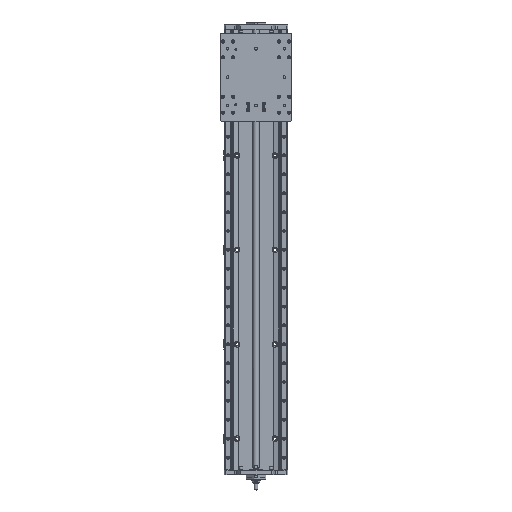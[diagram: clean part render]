
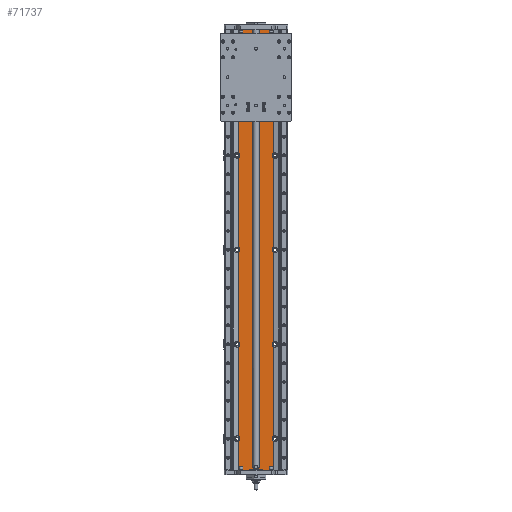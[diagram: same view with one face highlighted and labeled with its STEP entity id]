
A CAD part, top view. The second image highlights one B-rep face of the part: STEP entity #71737.
In plain terms, the highlighted planar face has unit normal (0, 0, 1).
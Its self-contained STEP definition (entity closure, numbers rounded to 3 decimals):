
#70740=CARTESIAN_POINT('',(57.819,607.26,27.4));
#70741=VERTEX_POINT('',#70740);
#70742=CARTESIAN_POINT('',(57.819,592.74,27.4));
#70743=VERTEX_POINT('',#70742);
#70744=CARTESIAN_POINT('',(52.5,600.0,27.4));
#70745=DIRECTION('',(0.0,0.0,-1.0));
#70746=DIRECTION('',(1.0,0.0,0.0));
#70747=AXIS2_PLACEMENT_3D('',#70744,#70745,#70746);
#70748=CIRCLE('',#70747,9.0);
#70749=EDGE_CURVE('',#70741,#70743,#70748,.T.);
#70855=CARTESIAN_POINT('',(167.181,607.26,27.4));
#70856=VERTEX_POINT('',#70855);
#70866=CARTESIAN_POINT('',(167.181,592.74,27.4));
#70867=VERTEX_POINT('',#70866);
#70868=CARTESIAN_POINT('',(172.5,600.0,27.4));
#70869=DIRECTION('',(0.0,0.0,-1.0));
#70870=DIRECTION('',(1.0,0.0,0.0));
#70871=AXIS2_PLACEMENT_3D('',#70868,#70869,#70870);
#70872=CIRCLE('',#70871,9.0);
#70873=EDGE_CURVE('',#70867,#70856,#70872,.T.);
#70914=CARTESIAN_POINT('',(57.819,307.26,27.4));
#70915=VERTEX_POINT('',#70914);
#70916=CARTESIAN_POINT('',(57.819,292.74,27.4));
#70917=VERTEX_POINT('',#70916);
#70918=CARTESIAN_POINT('',(52.5,300.0,27.4));
#70919=DIRECTION('',(0.0,0.0,-1.0));
#70920=DIRECTION('',(1.0,0.0,0.0));
#70921=AXIS2_PLACEMENT_3D('',#70918,#70919,#70920);
#70922=CIRCLE('',#70921,9.0);
#70923=EDGE_CURVE('',#70915,#70917,#70922,.T.);
#71029=CARTESIAN_POINT('',(167.181,307.26,27.4));
#71030=VERTEX_POINT('',#71029);
#71040=CARTESIAN_POINT('',(167.181,292.74,27.4));
#71041=VERTEX_POINT('',#71040);
#71042=CARTESIAN_POINT('',(172.5,300.0,27.4));
#71043=DIRECTION('',(0.0,0.0,-1.0));
#71044=DIRECTION('',(1.0,0.0,0.0));
#71045=AXIS2_PLACEMENT_3D('',#71042,#71043,#71044);
#71046=CIRCLE('',#71045,9.0);
#71047=EDGE_CURVE('',#71041,#71030,#71046,.T.);
#71088=CARTESIAN_POINT('',(57.819,7.26,27.4));
#71089=VERTEX_POINT('',#71088);
#71090=CARTESIAN_POINT('',(57.819,-7.26,27.4));
#71091=VERTEX_POINT('',#71090);
#71092=CARTESIAN_POINT('',(52.5,0.0,27.4));
#71093=DIRECTION('',(0.0,0.0,-1.0));
#71094=DIRECTION('',(1.0,0.0,0.0));
#71095=AXIS2_PLACEMENT_3D('',#71092,#71093,#71094);
#71096=CIRCLE('',#71095,9.0);
#71097=EDGE_CURVE('',#71089,#71091,#71096,.T.);
#71203=CARTESIAN_POINT('',(167.181,7.26,27.4));
#71204=VERTEX_POINT('',#71203);
#71214=CARTESIAN_POINT('',(167.181,-7.26,27.4));
#71215=VERTEX_POINT('',#71214);
#71216=CARTESIAN_POINT('',(172.5,0.0,27.4));
#71217=DIRECTION('',(0.0,0.0,-1.0));
#71218=DIRECTION('',(1.0,0.0,0.0));
#71219=AXIS2_PLACEMENT_3D('',#71216,#71217,#71218);
#71220=CIRCLE('',#71219,9.0);
#71221=EDGE_CURVE('',#71215,#71204,#71220,.T.);
#71271=CARTESIAN_POINT('',(57.819,-292.74,27.4));
#71272=VERTEX_POINT('',#71271);
#71280=CARTESIAN_POINT('',(57.819,-292.74,27.4));
#71281=DIRECTION('',(0.0,1.0,0.0));
#71282=VECTOR('',#71281,285.48);
#71283=LINE('',#71280,#71282);
#71284=EDGE_CURVE('',#71272,#71091,#71283,.T.);
#71302=CARTESIAN_POINT('',(57.819,7.26,27.4));
#71303=DIRECTION('',(0.0,1.0,0.0));
#71304=VECTOR('',#71303,285.48);
#71305=LINE('',#71302,#71304);
#71306=EDGE_CURVE('',#71089,#70917,#71305,.T.);
#71324=CARTESIAN_POINT('',(57.819,307.26,27.4));
#71325=DIRECTION('',(0.0,1.0,0.0));
#71326=VECTOR('',#71325,285.48);
#71327=LINE('',#71324,#71326);
#71328=EDGE_CURVE('',#70915,#70743,#71327,.T.);
#71339=CARTESIAN_POINT('',(57.819,892.74,27.4));
#71340=VERTEX_POINT('',#71339);
#71341=CARTESIAN_POINT('',(57.819,607.26,27.4));
#71342=DIRECTION('',(0.0,1.0,0.0));
#71343=VECTOR('',#71342,285.48);
#71344=LINE('',#71341,#71343);
#71345=EDGE_CURVE('',#70741,#71340,#71344,.T.);
#71371=CARTESIAN_POINT('',(167.181,-292.74,27.4));
#71372=VERTEX_POINT('',#71371);
#71373=CARTESIAN_POINT('',(167.181,-7.26,27.4));
#71374=DIRECTION('',(0.0,-1.0,0.0));
#71375=VECTOR('',#71374,285.48);
#71376=LINE('',#71373,#71375);
#71377=EDGE_CURVE('',#71215,#71372,#71376,.T.);
#71403=CARTESIAN_POINT('',(167.181,292.74,27.4));
#71404=DIRECTION('',(0.0,-1.0,0.0));
#71405=VECTOR('',#71404,285.48);
#71406=LINE('',#71403,#71405);
#71407=EDGE_CURVE('',#71041,#71204,#71406,.T.);
#71433=CARTESIAN_POINT('',(167.181,892.74,27.4));
#71434=VERTEX_POINT('',#71433);
#71442=CARTESIAN_POINT('',(167.181,892.74,27.4));
#71443=DIRECTION('',(0.0,-1.0,0.0));
#71444=VECTOR('',#71443,285.48);
#71445=LINE('',#71442,#71444);
#71446=EDGE_CURVE('',#71434,#70856,#71445,.T.);
#71457=CARTESIAN_POINT('',(167.181,592.74,27.4));
#71458=DIRECTION('',(0.0,-1.0,0.0));
#71459=VECTOR('',#71458,285.48);
#71460=LINE('',#71457,#71459);
#71461=EDGE_CURVE('',#70867,#71030,#71460,.T.);
#71506=CARTESIAN_POINT('',(167.181,907.26,27.4));
#71507=VERTEX_POINT('',#71506);
#71517=CARTESIAN_POINT('',(172.5,900.0,27.4));
#71518=DIRECTION('',(0.0,0.0,-1.0));
#71519=DIRECTION('',(1.0,0.0,0.0));
#71520=AXIS2_PLACEMENT_3D('',#71517,#71518,#71519);
#71521=CIRCLE('',#71520,9.0);
#71522=EDGE_CURVE('',#71434,#71507,#71521,.T.);
#71593=CARTESIAN_POINT('',(57.819,907.26,27.4));
#71594=VERTEX_POINT('',#71593);
#71595=CARTESIAN_POINT('',(52.5,900.0,27.4));
#71596=DIRECTION('',(0.0,0.0,-1.0));
#71597=DIRECTION('',(1.0,0.0,0.0));
#71598=AXIS2_PLACEMENT_3D('',#71595,#71596,#71597);
#71599=CIRCLE('',#71598,9.0);
#71600=EDGE_CURVE('',#71594,#71340,#71599,.T.);
#71641=CARTESIAN_POINT('',(167.181,1000.0,27.4));
#71642=VERTEX_POINT('',#71641);
#71650=CARTESIAN_POINT('',(167.181,1000.0,27.4));
#71651=DIRECTION('',(0.0,-1.0,0.0));
#71652=VECTOR('',#71651,92.74);
#71653=LINE('',#71650,#71652);
#71654=EDGE_CURVE('',#71642,#71507,#71653,.T.);
#71659=CARTESIAN_POINT('',(187.55,1002.5,27.4));
#71660=DIRECTION('',(0.0,0.0,-1.0));
#71661=DIRECTION('',(0.0,1.0,0.0));
#71662=AXIS2_PLACEMENT_3D('',#71659,#71660,#71661);
#71663=PLANE('',#71662);
#71664=ORIENTED_EDGE('',*,*,#70749,.T.);
#71665=ORIENTED_EDGE('',*,*,#71328,.F.);
#71666=ORIENTED_EDGE('',*,*,#70923,.T.);
#71667=ORIENTED_EDGE('',*,*,#71306,.F.);
#71668=ORIENTED_EDGE('',*,*,#71097,.T.);
#71669=ORIENTED_EDGE('',*,*,#71284,.F.);
#71670=CARTESIAN_POINT('',(57.819,-307.26,27.4));
#71671=VERTEX_POINT('',#71670);
#71672=CARTESIAN_POINT('',(52.5,-300.0,27.4));
#71673=DIRECTION('',(0.0,0.0,-1.0));
#71674=DIRECTION('',(1.0,0.0,0.0));
#71675=AXIS2_PLACEMENT_3D('',#71672,#71673,#71674);
#71676=CIRCLE('',#71675,9.0);
#71677=EDGE_CURVE('',#71272,#71671,#71676,.T.);
#71678=ORIENTED_EDGE('',*,*,#71677,.T.);
#71679=CARTESIAN_POINT('',(57.819,-400.0,27.4));
#71680=VERTEX_POINT('',#71679);
#71681=CARTESIAN_POINT('',(57.819,-400.0,27.4));
#71682=DIRECTION('',(0.0,1.0,0.0));
#71683=VECTOR('',#71682,92.74);
#71684=LINE('',#71681,#71683);
#71685=EDGE_CURVE('',#71680,#71671,#71684,.T.);
#71686=ORIENTED_EDGE('',*,*,#71685,.F.);
#71687=CARTESIAN_POINT('',(167.181,-400.0,27.4));
#71688=VERTEX_POINT('',#71687);
#71689=CARTESIAN_POINT('',(57.819,-400.0,27.4));
#71690=DIRECTION('',(1.0,0.0,0.0));
#71691=VECTOR('',#71690,109.361);
#71692=LINE('',#71689,#71691);
#71693=EDGE_CURVE('',#71680,#71688,#71692,.T.);
#71694=ORIENTED_EDGE('',*,*,#71693,.T.);
#71695=CARTESIAN_POINT('',(167.181,-307.26,27.4));
#71696=VERTEX_POINT('',#71695);
#71697=CARTESIAN_POINT('',(167.181,-307.26,27.4));
#71698=DIRECTION('',(0.0,-1.0,0.0));
#71699=VECTOR('',#71698,92.74);
#71700=LINE('',#71697,#71699);
#71701=EDGE_CURVE('',#71696,#71688,#71700,.T.);
#71702=ORIENTED_EDGE('',*,*,#71701,.F.);
#71703=CARTESIAN_POINT('',(172.5,-300.0,27.4));
#71704=DIRECTION('',(0.0,0.0,-1.0));
#71705=DIRECTION('',(1.0,0.0,0.0));
#71706=AXIS2_PLACEMENT_3D('',#71703,#71704,#71705);
#71707=CIRCLE('',#71706,9.0);
#71708=EDGE_CURVE('',#71696,#71372,#71707,.T.);
#71709=ORIENTED_EDGE('',*,*,#71708,.T.);
#71710=ORIENTED_EDGE('',*,*,#71377,.F.);
#71711=ORIENTED_EDGE('',*,*,#71221,.T.);
#71712=ORIENTED_EDGE('',*,*,#71407,.F.);
#71713=ORIENTED_EDGE('',*,*,#71047,.T.);
#71714=ORIENTED_EDGE('',*,*,#71461,.F.);
#71715=ORIENTED_EDGE('',*,*,#70873,.T.);
#71716=ORIENTED_EDGE('',*,*,#71446,.F.);
#71717=ORIENTED_EDGE('',*,*,#71522,.T.);
#71718=ORIENTED_EDGE('',*,*,#71654,.F.);
#71719=CARTESIAN_POINT('',(57.819,1000.0,27.4));
#71720=VERTEX_POINT('',#71719);
#71721=CARTESIAN_POINT('',(167.181,1000.0,27.4));
#71722=DIRECTION('',(-1.0,0.0,0.0));
#71723=VECTOR('',#71722,109.361);
#71724=LINE('',#71721,#71723);
#71725=EDGE_CURVE('',#71642,#71720,#71724,.T.);
#71726=ORIENTED_EDGE('',*,*,#71725,.T.);
#71727=CARTESIAN_POINT('',(57.819,907.26,27.4));
#71728=DIRECTION('',(0.0,1.0,0.0));
#71729=VECTOR('',#71728,92.74);
#71730=LINE('',#71727,#71729);
#71731=EDGE_CURVE('',#71594,#71720,#71730,.T.);
#71732=ORIENTED_EDGE('',*,*,#71731,.F.);
#71733=ORIENTED_EDGE('',*,*,#71600,.T.);
#71734=ORIENTED_EDGE('',*,*,#71345,.F.);
#71735=EDGE_LOOP('',(#71664,#71665,#71666,#71667,#71668,#71669,#71678,#71686,#71694,#71702,#71709,#71710,#71711,#71712,#71713,#71714,#71715,#71716,#71717,#71718,#71726,#71732,#71733,#71734));
#71736=FACE_OUTER_BOUND('',#71735,.T.);
#71737=ADVANCED_FACE('',(#71736),#71663,.F.);
